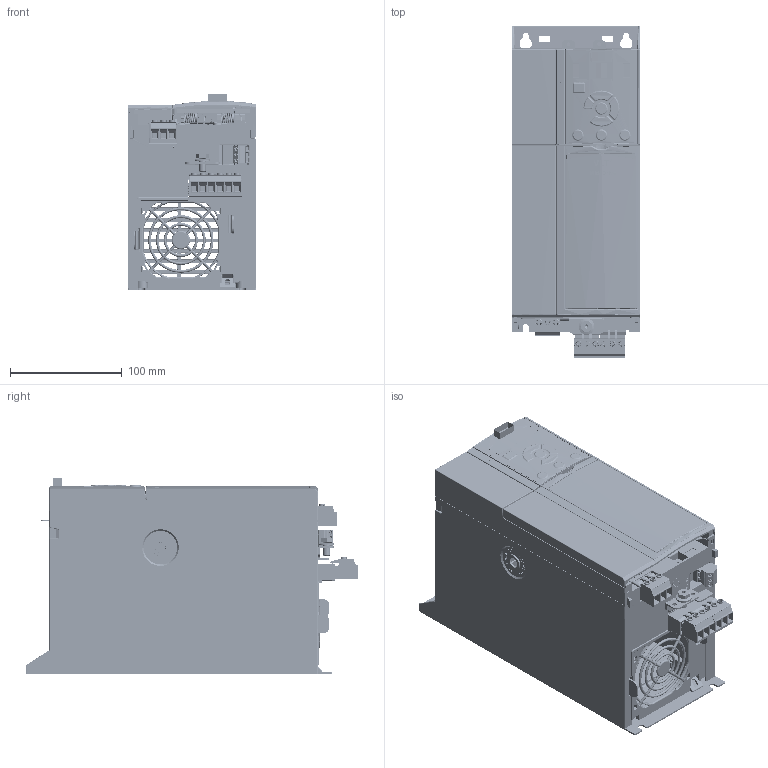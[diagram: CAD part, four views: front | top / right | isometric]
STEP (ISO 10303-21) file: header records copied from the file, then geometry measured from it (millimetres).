
FILE_DESCRIPTION((''),'2;1');
FILE_NAME('FC280-K3','2016-08-23T',('U242158'),('Danfoss Power Electronics'),'CREO PARAMETRIC BY PTC INC, 2015480','CREO PARAMETRIC BY PTC INC, 2015480','');
FILE_SCHEMA(('CONFIG_CONTROL_DESIGN','GEOMETRIC_VALIDATION_PROPERTIES_MIM'));
Products named in the file (1): FC280-K3
Bounding box: 115 x 296.85 x 174.6 mm (x, y, z)
Surface area: 614529.1 mm2 (no closed solid volume)
Topology: 0 solids, 259 shells, 13571 faces, 38112 edges, 25053 vertices
Faces by surface type: plane 7791, cylinder 3167, bspline 1334, cone 398, torus 351, sphere 345, extrusion 185
Entity records: 626661 total; most frequent: CARTESIAN_POINT 202140, ORIENTED_EDGE 73436, DIRECTION 59218, EDGE_CURVE 37968, VERTEX_POINT 25049, VECTOR 24436, LINE 24251, PRESENTATION_STYLE_ASSIGNMENT 23183
